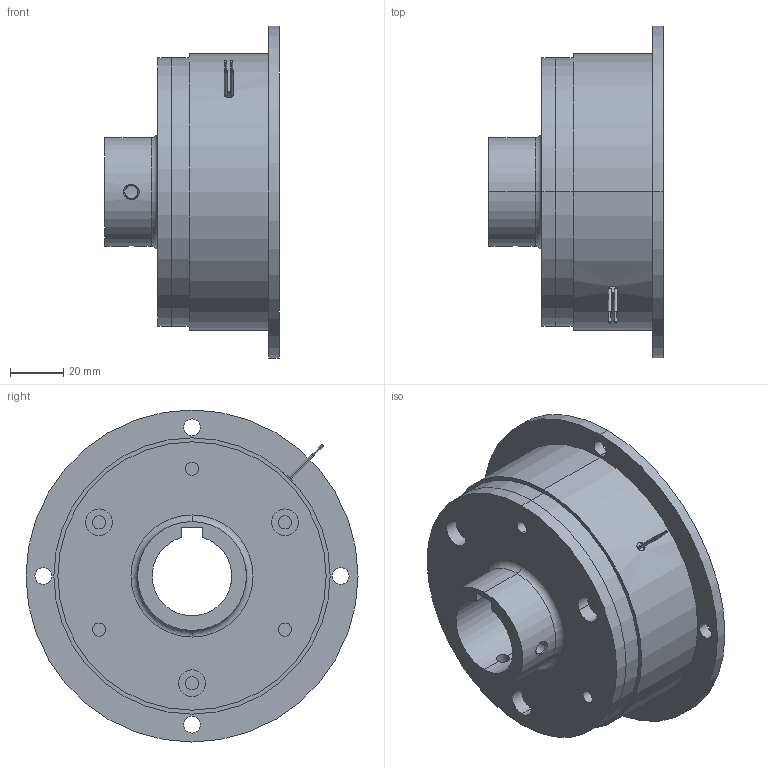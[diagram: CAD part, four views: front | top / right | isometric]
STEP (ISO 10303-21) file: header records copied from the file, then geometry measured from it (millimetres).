
FILE_DESCRIPTION(('starvars output'),'2;1');
FILE_NAME('cv20161201161947000047499.stp','16:19:48 2016/12/01',( 'Thomas Industrial Network Germany GmbH'),( 'Thomas Industrial Network Germany GmbH'),'unknown preprocess','ACIS' ,'unknown authorization');
FILE_SCHEMA(('AUTOMOTIVE_DESIGN_CC2 {UNKNOWN IMPLEMENTATION LEVEL}'));
Length unit declared in the file: millimetre
Products named in the file (1): PRODUCT_ID_1
Bounding box: 65.65 x 125 x 125 mm (x, y, z)
Volume: 314483.2 mm3; surface area: 53460.1 mm2
Topology: 1 solids, 1 shells, 106 faces, 229 edges, 146 vertices
Faces by surface type: cylinder 68, plane 30, cone 6, torus 2
Entity records: 3462 total; most frequent: CARTESIAN_POINT 541, ORIENTED_EDGE 458, DIRECTION 333, EDGE_CURVE 229, VERTEX_POINT 146, EDGE_LOOP 141, FACE_BOUND 141, AXIS2_PLACEMENT_3D 125
